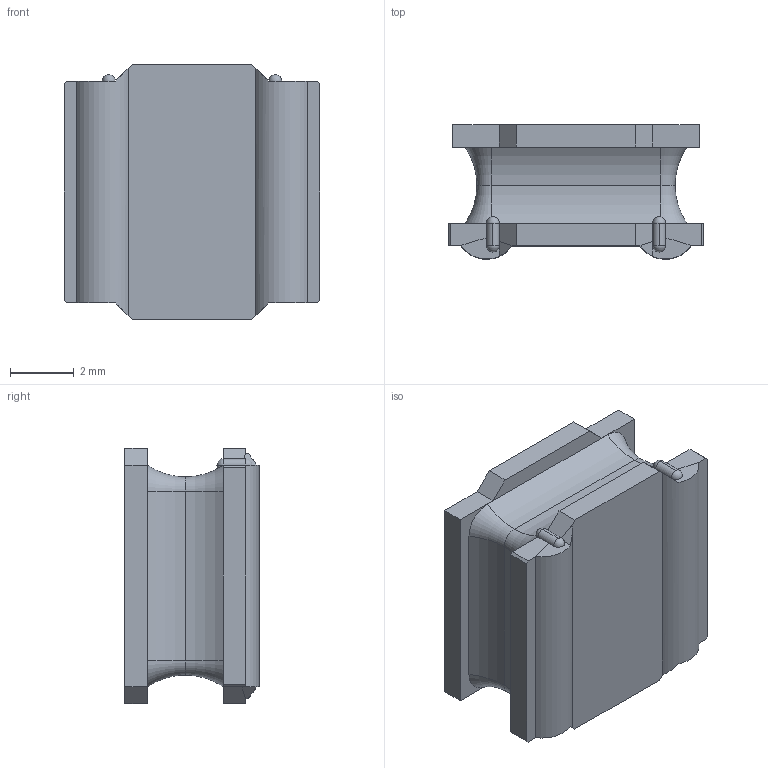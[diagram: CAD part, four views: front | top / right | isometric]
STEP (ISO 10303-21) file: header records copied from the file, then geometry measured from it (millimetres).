
FILE_DESCRIPTION (( 'STEP AP214' ), '1' );
FILE_NAME ('NR8040T100M.STEP', '2024-02-07T18:30:54', ( '' ), ( '' ), 'SwSTEP 2.0', 'SolidWorks 2021', '' );
FILE_SCHEMA (( 'AUTOMOTIVE_DESIGN' ));
Length unit declared in the file: millimetre
Products named in the file (1): NR8040T100M
Bounding box: 8 x 4.2 x 8 mm (x, y, z)
Volume: 187.1 mm3; surface area: 491.2 mm2
Topology: 7 solids, 7 shells, 90 faces, 219 edges, 139 vertices
Faces by surface type: plane 54, cylinder 24, torus 8, sphere 4
Entity records: 3403 total; most frequent: CARTESIAN_POINT 467, DIRECTION 441, ORIENTED_EDGE 422, EDGE_CURVE 211, VECTOR 151, LINE 151, AXIS2_PLACEMENT_3D 145, VERTEX_POINT 135
